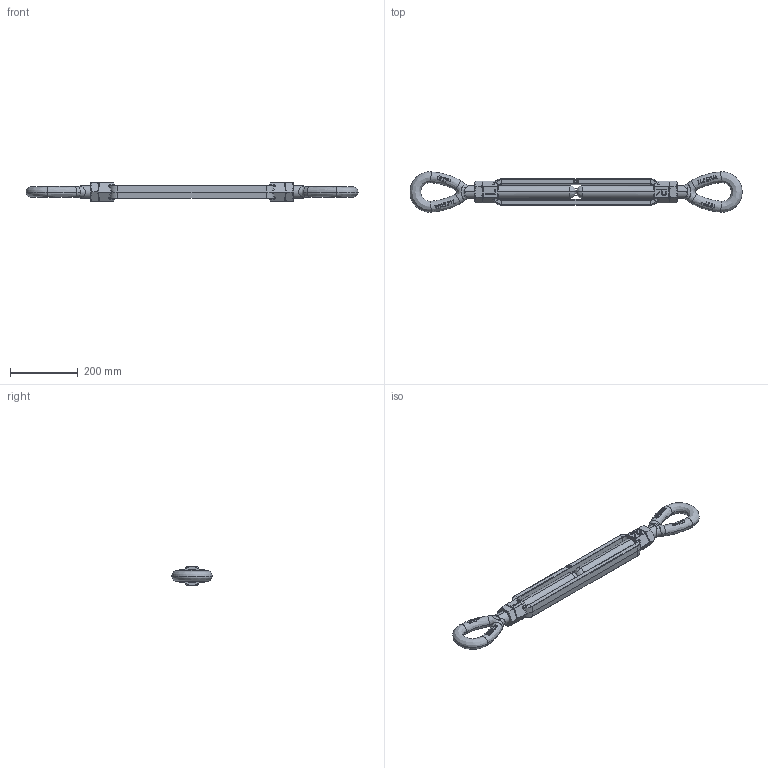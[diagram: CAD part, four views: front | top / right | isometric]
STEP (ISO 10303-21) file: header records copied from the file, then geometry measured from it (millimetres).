
FILE_DESCRIPTION(('STEP AP214'),'1');
FILE_NAME('ssgpoo3818.stp','2017-03-31T06:45:27',('TraceParts'),('TraceParts S.A.'),'Spatial InterOp 3D',' ',' ');
FILE_SCHEMA(('automotive_design'));
Length unit declared in the file: millimetre
Products named in the file (8): ssgpoo3818_1; ssgpoo3818_2; ssgpoo3818_3; ssgpoo3818_4; ssgpoo3818_5; ssgpoo3818_6; ssgpoo3818_7; ssgpoo3818_8
Bounding box: 979.56 x 118.81 x 58 mm (x, y, z)
Volume: 2049120.8 mm3; surface area: 300887.1 mm2
Topology: 8 solids, 8 shells, 610 faces, 1551 edges, 970 vertices
Faces by surface type: plane 267, bspline 177, cylinder 118, cone 48
Entity records: 33441 total; most frequent: CARTESIAN_POINT 15598, ORIENTED_EDGE 3078, DIRECTION 1993, EDGE_CURVE 1539, VERTEX_POINT 970, AXIS2_PLACEMENT_3D 693, B_SPLINE_CURVE_WITH_KNOTS 652, EDGE_LOOP 647
